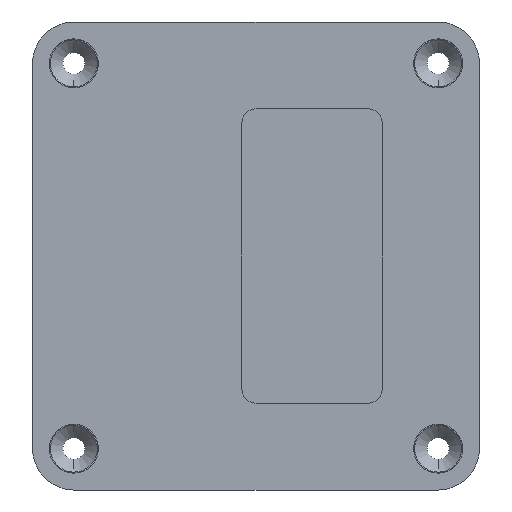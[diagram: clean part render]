
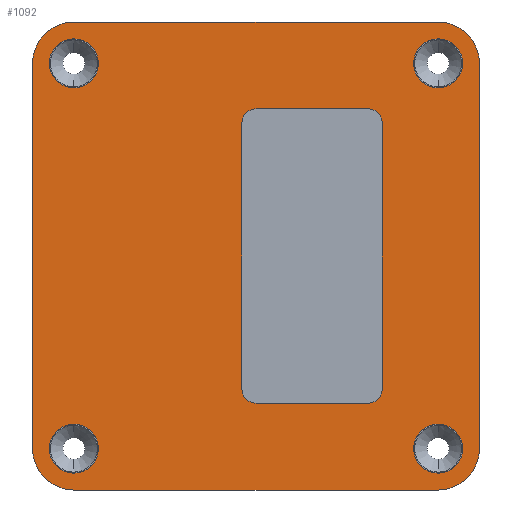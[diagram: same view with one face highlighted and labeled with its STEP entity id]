
A CAD part, left-side view. The second image highlights one B-rep face of the part: STEP entity #1092.
In plain terms, the highlighted planar face has unit normal (-1, 0, 0).
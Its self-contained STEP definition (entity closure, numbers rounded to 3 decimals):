
#1=CARTESIAN_POINT('',(0.,26.,-27.5));
#2=DIRECTION('',(1.,0.,0.));
#3=DIRECTION('',(0.,0.,-1.));
#4=AXIS2_PLACEMENT_3D('',#1,#2,#3);
#6=DIRECTION('',(0.,0.,1.));
#7=VECTOR('',#6,55.);
#8=CARTESIAN_POINT('',(0.,31.9,-27.5));
#9=LINE('',#8,#7);
#10=CARTESIAN_POINT('',(0.,26.,27.5));
#11=DIRECTION('',(1.,0.,0.));
#12=DIRECTION('',(0.,1.,0.));
#13=AXIS2_PLACEMENT_3D('',#10,#11,#12);
#15=DIRECTION('',(0.,-1.,0.));
#16=VECTOR('',#15,52.);
#17=CARTESIAN_POINT('',(0.,26.,33.4));
#18=LINE('',#17,#16);
#19=CARTESIAN_POINT('',(0.,-26.,27.5));
#20=DIRECTION('',(1.,0.,0.));
#21=DIRECTION('',(0.,0.,1.));
#22=AXIS2_PLACEMENT_3D('',#19,#20,#21);
#24=DIRECTION('',(0.,0.,-1.));
#25=VECTOR('',#24,55.);
#26=CARTESIAN_POINT('',(0.,-31.9,27.5));
#27=LINE('',#26,#25);
#28=CARTESIAN_POINT('',(0.,-26.,-27.5));
#29=DIRECTION('',(1.,0.,0.));
#30=DIRECTION('',(0.,-1.,0.));
#31=AXIS2_PLACEMENT_3D('',#28,#29,#30);
#33=DIRECTION('',(0.,1.,0.));
#34=VECTOR('',#33,52.);
#35=CARTESIAN_POINT('',(0.,-26.,-33.4));
#36=LINE('',#35,#34);
#37=CARTESIAN_POINT('',(0.,-26.,-27.5));
#38=DIRECTION('',(-1.,0.,0.));
#39=DIRECTION('',(0.,-1.,0.));
#40=AXIS2_PLACEMENT_3D('',#37,#38,#39);
#42=CARTESIAN_POINT('',(0.,-26.,-27.5));
#43=DIRECTION('',(-1.,0.,0.));
#44=DIRECTION('',(0.,1.,0.));
#45=AXIS2_PLACEMENT_3D('',#42,#43,#44);
#47=CARTESIAN_POINT('',(0.,-26.,27.5));
#48=DIRECTION('',(-1.,0.,0.));
#49=DIRECTION('',(0.,-1.,0.));
#50=AXIS2_PLACEMENT_3D('',#47,#48,#49);
#52=CARTESIAN_POINT('',(0.,-26.,27.5));
#53=DIRECTION('',(-1.,0.,0.));
#54=DIRECTION('',(0.,1.,0.));
#55=AXIS2_PLACEMENT_3D('',#52,#53,#54);
#57=CARTESIAN_POINT('',(0.,26.,27.5));
#58=DIRECTION('',(-1.,0.,0.));
#59=DIRECTION('',(0.,-1.,0.));
#60=AXIS2_PLACEMENT_3D('',#57,#58,#59);
#62=CARTESIAN_POINT('',(0.,26.,27.5));
#63=DIRECTION('',(-1.,0.,0.));
#64=DIRECTION('',(0.,1.,0.));
#65=AXIS2_PLACEMENT_3D('',#62,#63,#64);
#67=CARTESIAN_POINT('',(0.,26.,-27.5));
#68=DIRECTION('',(-1.,0.,0.));
#69=DIRECTION('',(0.,-1.,0.));
#70=AXIS2_PLACEMENT_3D('',#67,#68,#69);
#72=CARTESIAN_POINT('',(0.,26.,-27.5));
#73=DIRECTION('',(-1.,0.,0.));
#74=DIRECTION('',(0.,1.,0.));
#75=AXIS2_PLACEMENT_3D('',#72,#73,#74);
#77=CARTESIAN_POINT('',(0.,0.,19.));
#78=DIRECTION('',(-1.,0.,0.));
#79=DIRECTION('',(0.,0.,1.));
#80=AXIS2_PLACEMENT_3D('',#77,#78,#79);
#82=CARTESIAN_POINT('',(0.,0.,-19.));
#83=DIRECTION('',(-1.,0.,0.));
#84=DIRECTION('',(0.,1.,0.));
#85=AXIS2_PLACEMENT_3D('',#82,#83,#84);
#87=CARTESIAN_POINT('',(0.,-16.,-19.));
#88=DIRECTION('',(-1.,0.,0.));
#89=DIRECTION('',(0.,0.,-1.));
#90=AXIS2_PLACEMENT_3D('',#87,#88,#89);
#92=CARTESIAN_POINT('',(0.,-16.,19.));
#93=DIRECTION('',(-1.,0.,0.));
#94=DIRECTION('',(0.,-1.,0.));
#95=AXIS2_PLACEMENT_3D('',#92,#93,#94);
#721=DIRECTION('',(0.,-1.,0.));
#722=VECTOR('',#721,16.);
#723=CARTESIAN_POINT('',(0.,0.,21.));
#724=LINE('',#723,#722);
#777=DIRECTION('',(0.,1.,0.));
#778=VECTOR('',#777,16.);
#779=CARTESIAN_POINT('',(0.,-16.,-21.));
#780=LINE('',#779,#778);
#789=DIRECTION('',(0.,0.,-1.));
#790=VECTOR('',#789,38.);
#791=CARTESIAN_POINT('',(0.,-18.,19.));
#792=LINE('',#791,#790);
#801=DIRECTION('',(0.,0.,1.));
#802=VECTOR('',#801,38.);
#803=CARTESIAN_POINT('',(0.,2.,-19.));
#804=LINE('',#803,#802);
#805=CARTESIAN_POINT('',(0.,26.,-33.4));
#806=CARTESIAN_POINT('',(0.,31.9,-27.5));
#807=VERTEX_POINT('',#805);
#808=VERTEX_POINT('',#806);
#809=CARTESIAN_POINT('',(0.,31.9,27.5));
#810=VERTEX_POINT('',#809);
#811=CARTESIAN_POINT('',(0.,26.,33.4));
#812=VERTEX_POINT('',#811);
#813=CARTESIAN_POINT('',(0.,-26.,33.4));
#814=VERTEX_POINT('',#813);
#815=CARTESIAN_POINT('',(0.,-31.9,27.5));
#816=VERTEX_POINT('',#815);
#817=CARTESIAN_POINT('',(0.,-31.9,-27.5));
#818=VERTEX_POINT('',#817);
#819=CARTESIAN_POINT('',(0.,-26.,-33.4));
#820=VERTEX_POINT('',#819);
#821=CARTESIAN_POINT('',(0.,-29.5,-27.5));
#822=CARTESIAN_POINT('',(0.,-22.5,-27.5));
#823=VERTEX_POINT('',#821);
#824=VERTEX_POINT('',#822);
#825=CARTESIAN_POINT('',(0.,-29.5,27.5));
#826=CARTESIAN_POINT('',(0.,-22.5,27.5));
#827=VERTEX_POINT('',#825);
#828=VERTEX_POINT('',#826);
#829=CARTESIAN_POINT('',(0.,22.5,27.5));
#830=CARTESIAN_POINT('',(0.,29.5,27.5));
#831=VERTEX_POINT('',#829);
#832=VERTEX_POINT('',#830);
#833=CARTESIAN_POINT('',(0.,22.5,-27.5));
#834=CARTESIAN_POINT('',(0.,29.5,-27.5));
#835=VERTEX_POINT('',#833);
#836=VERTEX_POINT('',#834);
#837=CARTESIAN_POINT('',(0.,0.,21.));
#838=CARTESIAN_POINT('',(0.,-16.,21.));
#839=VERTEX_POINT('',#837);
#840=VERTEX_POINT('',#838);
#841=CARTESIAN_POINT('',(0.,2.,19.));
#842=VERTEX_POINT('',#841);
#843=CARTESIAN_POINT('',(0.,2.,-19.));
#844=VERTEX_POINT('',#843);
#845=CARTESIAN_POINT('',(0.,0.,-21.));
#846=VERTEX_POINT('',#845);
#847=CARTESIAN_POINT('',(0.,-16.,-21.));
#848=VERTEX_POINT('',#847);
#849=CARTESIAN_POINT('',(0.,-18.,-19.));
#850=VERTEX_POINT('',#849);
#851=CARTESIAN_POINT('',(0.,-18.,19.));
#852=VERTEX_POINT('',#851);
#1027=CARTESIAN_POINT('',(0.,0.,0.));
#1028=DIRECTION('',(-1.,0.,0.));
#1029=DIRECTION('',(0.,0.,1.));
#1030=AXIS2_PLACEMENT_3D('',#1027,#1028,#1029);
#1031=PLANE('',#1030);
#1033=ORIENTED_EDGE('',*,*,#1032,.T.);
#1035=ORIENTED_EDGE('',*,*,#1034,.T.);
#1037=ORIENTED_EDGE('',*,*,#1036,.T.);
#1039=ORIENTED_EDGE('',*,*,#1038,.T.);
#1041=ORIENTED_EDGE('',*,*,#1040,.T.);
#1043=ORIENTED_EDGE('',*,*,#1042,.T.);
#1045=ORIENTED_EDGE('',*,*,#1044,.T.);
#1047=ORIENTED_EDGE('',*,*,#1046,.T.);
#1048=EDGE_LOOP('',(#1033,#1035,#1037,#1039,#1041,#1043,#1045,#1047));
#1049=FACE_OUTER_BOUND('',#1048,.F.);
#1051=ORIENTED_EDGE('',*,*,#1050,.T.);
#1053=ORIENTED_EDGE('',*,*,#1052,.T.);
#1054=EDGE_LOOP('',(#1051,#1053));
#1055=FACE_BOUND('',#1054,.F.);
#1057=ORIENTED_EDGE('',*,*,#1056,.T.);
#1059=ORIENTED_EDGE('',*,*,#1058,.T.);
#1060=EDGE_LOOP('',(#1057,#1059));
#1061=FACE_BOUND('',#1060,.F.);
#1063=ORIENTED_EDGE('',*,*,#1062,.T.);
#1065=ORIENTED_EDGE('',*,*,#1064,.T.);
#1066=EDGE_LOOP('',(#1063,#1065));
#1067=FACE_BOUND('',#1066,.F.);
#1069=ORIENTED_EDGE('',*,*,#1068,.T.);
#1071=ORIENTED_EDGE('',*,*,#1070,.T.);
#1072=EDGE_LOOP('',(#1069,#1071));
#1073=FACE_BOUND('',#1072,.F.);
#1075=ORIENTED_EDGE('',*,*,#1074,.F.);
#1077=ORIENTED_EDGE('',*,*,#1076,.T.);
#1079=ORIENTED_EDGE('',*,*,#1078,.F.);
#1081=ORIENTED_EDGE('',*,*,#1080,.T.);
#1083=ORIENTED_EDGE('',*,*,#1082,.F.);
#1085=ORIENTED_EDGE('',*,*,#1084,.T.);
#1087=ORIENTED_EDGE('',*,*,#1086,.F.);
#1089=ORIENTED_EDGE('',*,*,#1088,.T.);
#1090=EDGE_LOOP('',(#1075,#1077,#1079,#1081,#1083,#1085,#1087,#1089));
#1091=FACE_BOUND('',#1090,.F.);
#1092=ADVANCED_FACE('',(#1049,#1055,#1061,#1067,#1073,#1091),#1031,.T.);
#5=CIRCLE('',#4,5.9);
#14=CIRCLE('',#13,5.9);
#23=CIRCLE('',#22,5.9);
#32=CIRCLE('',#31,5.9);
#41=CIRCLE('',#40,3.5);
#46=CIRCLE('',#45,3.5);
#51=CIRCLE('',#50,3.5);
#56=CIRCLE('',#55,3.5);
#61=CIRCLE('',#60,3.5);
#66=CIRCLE('',#65,3.5);
#71=CIRCLE('',#70,3.5);
#76=CIRCLE('',#75,3.5);
#81=CIRCLE('',#80,2.);
#86=CIRCLE('',#85,2.);
#91=CIRCLE('',#90,2.);
#96=CIRCLE('',#95,2.);
#1032=EDGE_CURVE('',#807,#808,#5,.T.);
#1034=EDGE_CURVE('',#808,#810,#9,.T.);
#1036=EDGE_CURVE('',#810,#812,#14,.T.);
#1038=EDGE_CURVE('',#812,#814,#18,.T.);
#1040=EDGE_CURVE('',#814,#816,#23,.T.);
#1042=EDGE_CURVE('',#816,#818,#27,.T.);
#1044=EDGE_CURVE('',#818,#820,#32,.T.);
#1046=EDGE_CURVE('',#820,#807,#36,.T.);
#1050=EDGE_CURVE('',#823,#824,#41,.T.);
#1052=EDGE_CURVE('',#824,#823,#46,.T.);
#1056=EDGE_CURVE('',#827,#828,#51,.T.);
#1058=EDGE_CURVE('',#828,#827,#56,.T.);
#1062=EDGE_CURVE('',#831,#832,#61,.T.);
#1064=EDGE_CURVE('',#832,#831,#66,.T.);
#1068=EDGE_CURVE('',#835,#836,#71,.T.);
#1070=EDGE_CURVE('',#836,#835,#76,.T.);
#1074=EDGE_CURVE('',#839,#840,#724,.T.);
#1076=EDGE_CURVE('',#839,#842,#81,.T.);
#1078=EDGE_CURVE('',#844,#842,#804,.T.);
#1080=EDGE_CURVE('',#844,#846,#86,.T.);
#1082=EDGE_CURVE('',#848,#846,#780,.T.);
#1084=EDGE_CURVE('',#848,#850,#91,.T.);
#1086=EDGE_CURVE('',#852,#850,#792,.T.);
#1088=EDGE_CURVE('',#852,#840,#96,.T.);
